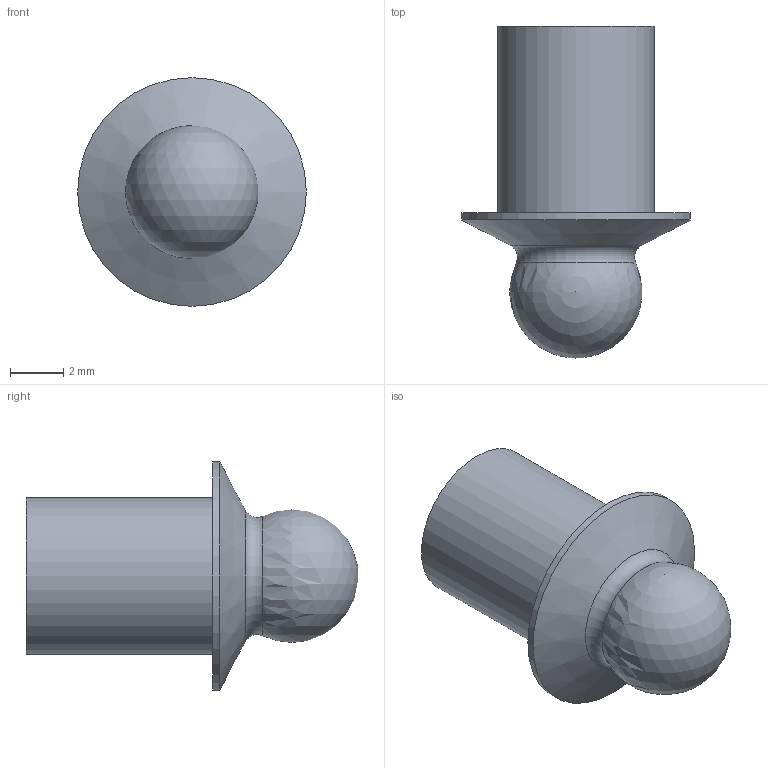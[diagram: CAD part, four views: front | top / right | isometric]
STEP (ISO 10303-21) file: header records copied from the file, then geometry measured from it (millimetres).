
FILE_DESCRIPTION(/* description */ (''),/* implementation_level */ '2;1');
FILE_NAME(/* name */ 'Boule v2.step',/* time_stamp */ '2018-11-23T11:25:54+01:00',/* author */ (''),/* organization */ (''),/* preprocessor_version */ 'ST-DEVELOPER v17.2',/* originating_system */ 'Autodesk Translation Framework v7.6.0.251',/* authorisation */ '');
FILE_SCHEMA (('AUTOMOTIVE_DESIGN { 1 0 10303 214 3 1 1 }'));
Length unit declared in the file: millimetre
Products named in the file (1): Boule
Bounding box: 8.6 x 12.48 x 8.6 mm (x, y, z)
Volume: 305.2 mm3; surface area: 306.5 mm2
Topology: 1 solids, 1 shells, 7 faces, 18 edges, 13 vertices
Faces by surface type: plane 2, cylinder 2, cone 1, torus 1, sphere 1
Full cylindrical faces by diameter (mm): 5.884 x1, 8.6 x1
Entity records: 252 total; most frequent: DIRECTION 45, CARTESIAN_POINT 37, ORIENTED_EDGE 32, AXIS2_PLACEMENT_3D 21, EDGE_CURVE 16, CIRCLE 13, VERTEX_POINT 13, EDGE_LOOP 9
